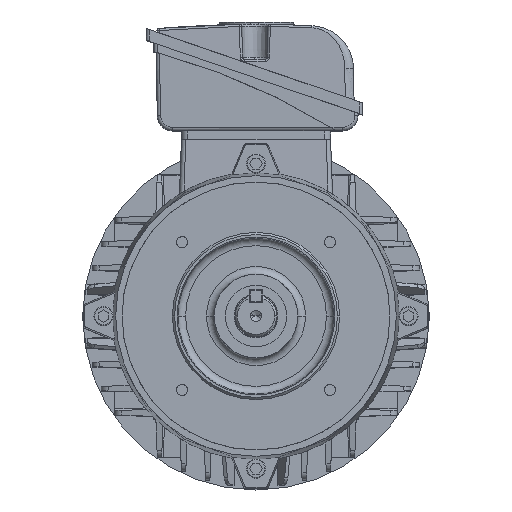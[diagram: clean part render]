
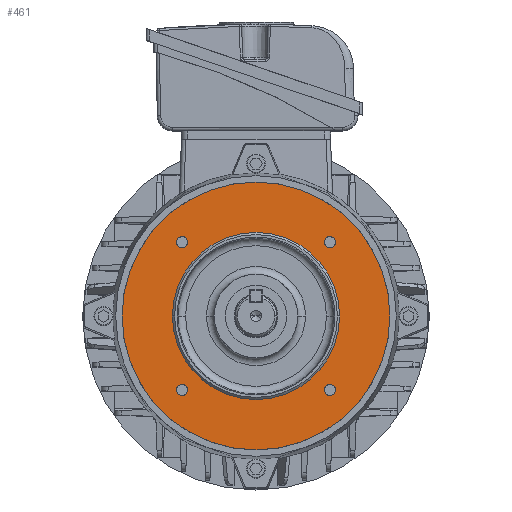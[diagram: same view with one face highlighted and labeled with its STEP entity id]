
A CAD part, top view. The second image highlights one B-rep face of the part: STEP entity #461.
In plain terms, the highlighted planar face has unit normal (0, 0, 1).
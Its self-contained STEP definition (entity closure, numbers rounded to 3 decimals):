
#117 = DIRECTION ( 'NONE',  ( 0., 0., -1. ) ) ;
#278 = VERTEX_POINT ( 'NONE', #46189 ) ;
#461 = ADVANCED_FACE ( 'NONE', ( #2494, #49422, #47989, #45911, #33855, #25300 ), #30706, .T. ) ;
#585 = CARTESIAN_POINT ( 'NONE',  ( 33.658, -33.658, 7.1 ) ) ;
#859 = AXIS2_PLACEMENT_3D ( 'NONE', #31436, #9144, #36353 ) ;
#1048 = AXIS2_PLACEMENT_3D ( 'NONE', #1190, #15108, #39924 ) ;
#1190 = CARTESIAN_POINT ( 'NONE',  ( -33.658, 33.658, 7.1 ) ) ;
#2008 = AXIS2_PLACEMENT_3D ( 'NONE', #50582, #117, #9293 ) ;
#2308 = CARTESIAN_POINT ( 'NONE',  ( 38.1, 0., 7.1 ) ) ;
#2368 = DIRECTION ( 'NONE',  ( 0., 0., 1. ) ) ;
#2494 = FACE_BOUND ( 'NONE', #33030, .T. ) ;
#2559 = EDGE_LOOP ( 'NONE', ( #20569, #41705 ) ) ;
#2814 = CARTESIAN_POINT ( 'NONE',  ( -38.1, 0., 7.1 ) ) ;
#3326 = VERTEX_POINT ( 'NONE', #2308 ) ;
#4009 = CARTESIAN_POINT ( 'NONE',  ( 31.106, 33.658, 7.1 ) ) ;
#4623 = AXIS2_PLACEMENT_3D ( 'NONE', #16754, #20925, #7393 ) ;
#5149 = DIRECTION ( 'NONE',  ( 1., 0., 0. ) ) ;
#5359 = DIRECTION ( 'NONE',  ( 0., 0., 1. ) ) ;
#6084 = CARTESIAN_POINT ( 'NONE',  ( -33.658, 33.658, 7.1 ) ) ;
#6676 = VERTEX_POINT ( 'NONE', #21992 ) ;
#7393 = DIRECTION ( 'NONE',  ( 1., 0., 0. ) ) ;
#7477 = ORIENTED_EDGE ( 'NONE', *, *, #11646, .F. ) ;
#8347 = CARTESIAN_POINT ( 'NONE',  ( 33.658, 33.658, 7.1 ) ) ;
#8853 = ORIENTED_EDGE ( 'NONE', *, *, #43523, .F. ) ;
#8873 = EDGE_CURVE ( 'NONE', #43987, #27283, #27393, .T. ) ;
#9144 = DIRECTION ( 'NONE',  ( 0., 0., -1. ) ) ;
#9293 = DIRECTION ( 'NONE',  ( -1., 0., 0. ) ) ;
#9483 = EDGE_CURVE ( 'NONE', #6676, #46215, #30866, .T. ) ;
#10175 = EDGE_CURVE ( 'NONE', #3326, #21225, #15418, .T. ) ;
#10459 = ORIENTED_EDGE ( 'NONE', *, *, #24729, .T. ) ;
#10873 = AXIS2_PLACEMENT_3D ( 'NONE', #42484, #37327, #51001 ) ;
#11490 = AXIS2_PLACEMENT_3D ( 'NONE', #40059, #35100, #17607 ) ;
#11646 = EDGE_CURVE ( 'NONE', #28294, #40735, #57136, .T. ) ;
#12375 = CIRCLE ( 'NONE', #33127, 61.026 ) ;
#12894 = DIRECTION ( 'NONE',  ( 1., 0., 0. ) ) ;
#13078 = ORIENTED_EDGE ( 'NONE', *, *, #46121, .F. ) ;
#13299 = CIRCLE ( 'NONE', #44267, 2.553 ) ;
#14127 = AXIS2_PLACEMENT_3D ( 'NONE', #26259, #25832, #34779 ) ;
#14659 = DIRECTION ( 'NONE',  ( 1., 0., 0. ) ) ;
#15108 = DIRECTION ( 'NONE',  ( 0., 0., 1. ) ) ;
#15418 = CIRCLE ( 'NONE', #2008, 38.1 ) ;
#15595 = CARTESIAN_POINT ( 'NONE',  ( -36.211, 33.658, 7.1 ) ) ;
#16754 = CARTESIAN_POINT ( 'NONE',  ( 0., -70., 7.1 ) ) ;
#17607 = DIRECTION ( 'NONE',  ( 1., 0., 0. ) ) ;
#20569 = ORIENTED_EDGE ( 'NONE', *, *, #52171, .T. ) ;
#20925 = DIRECTION ( 'NONE',  ( 0., 0., 1. ) ) ;
#21225 = VERTEX_POINT ( 'NONE', #2814 ) ;
#21343 = EDGE_LOOP ( 'NONE', ( #13078, #7477 ) ) ;
#21992 = CARTESIAN_POINT ( 'NONE',  ( -61.026, 0., 7.1 ) ) ;
#23014 = AXIS2_PLACEMENT_3D ( 'NONE', #585, #5359, #5149 ) ;
#23307 = CARTESIAN_POINT ( 'NONE',  ( -31.106, -33.658, 7.1 ) ) ;
#23449 = ORIENTED_EDGE ( 'NONE', *, *, #30422, .F. ) ;
#23788 = CARTESIAN_POINT ( 'NONE',  ( 36.211, -33.658, 7.1 ) ) ;
#24277 = EDGE_LOOP ( 'NONE', ( #37011, #10459 ) ) ;
#24729 = EDGE_CURVE ( 'NONE', #46215, #6676, #12375, .T. ) ;
#24862 = ORIENTED_EDGE ( 'NONE', *, *, #33029, .F. ) ;
#25300 = FACE_OUTER_BOUND ( 'NONE', #24277, .T. ) ;
#25832 = DIRECTION ( 'NONE',  ( 0., 0., 1. ) ) ;
#26259 = CARTESIAN_POINT ( 'NONE',  ( -33.658, -33.658, 7.1 ) ) ;
#26433 = VERTEX_POINT ( 'NONE', #15595 ) ;
#27283 = VERTEX_POINT ( 'NONE', #57942 ) ;
#27393 = CIRCLE ( 'NONE', #43407, 2.553 ) ;
#28270 = CARTESIAN_POINT ( 'NONE',  ( 31.106, -33.658, 7.1 ) ) ;
#28294 = VERTEX_POINT ( 'NONE', #28270 ) ;
#28736 = DIRECTION ( 'NONE',  ( 0., 0., 1. ) ) ;
#29469 = CARTESIAN_POINT ( 'NONE',  ( 33.658, 33.658, 7.1 ) ) ;
#29567 = AXIS2_PLACEMENT_3D ( 'NONE', #8347, #45063, #12894 ) ;
#30022 = CARTESIAN_POINT ( 'NONE',  ( -31.106, 33.658, 7.1 ) ) ;
#30422 = EDGE_CURVE ( 'NONE', #278, #34374, #43764, .T. ) ;
#30706 = PLANE ( 'NONE',  #4623 ) ;
#30866 = CIRCLE ( 'NONE', #11490, 61.026 ) ;
#31241 = EDGE_CURVE ( 'NONE', #53209, #26433, #44377, .T. ) ;
#31376 = EDGE_LOOP ( 'NONE', ( #43796, #33869 ) ) ;
#31436 = CARTESIAN_POINT ( 'NONE',  ( 0., 0., 7.1 ) ) ;
#32781 = ORIENTED_EDGE ( 'NONE', *, *, #31241, .F. ) ;
#32953 = DIRECTION ( 'NONE',  ( 0., 0., 1. ) ) ;
#33029 = EDGE_CURVE ( 'NONE', #34374, #278, #57802, .T. ) ;
#33030 = EDGE_LOOP ( 'NONE', ( #32781, #8853 ) ) ;
#33127 = AXIS2_PLACEMENT_3D ( 'NONE', #51289, #28736, #56057 ) ;
#33158 = CIRCLE ( 'NONE', #859, 38.1 ) ;
#33855 = FACE_BOUND ( 'NONE', #2559, .T. ) ;
#33869 = ORIENTED_EDGE ( 'NONE', *, *, #8873, .F. ) ;
#34199 = DIRECTION ( 'NONE',  ( 1., 0., 0. ) ) ;
#34374 = VERTEX_POINT ( 'NONE', #23307 ) ;
#34779 = DIRECTION ( 'NONE',  ( 1., 0., 0. ) ) ;
#35100 = DIRECTION ( 'NONE',  ( 0., 0., 1. ) ) ;
#35561 = DIRECTION ( 'NONE',  ( 1., 0., 0. ) ) ;
#36353 = DIRECTION ( 'NONE',  ( -1., 0., 0. ) ) ;
#37011 = ORIENTED_EDGE ( 'NONE', *, *, #9483, .T. ) ;
#37327 = DIRECTION ( 'NONE',  ( 0., 0., 1. ) ) ;
#39924 = DIRECTION ( 'NONE',  ( 1., 0., 0. ) ) ;
#40059 = CARTESIAN_POINT ( 'NONE',  ( 0., 0., 7.1 ) ) ;
#40735 = VERTEX_POINT ( 'NONE', #23788 ) ;
#41361 = AXIS2_PLACEMENT_3D ( 'NONE', #53569, #53987, #35561 ) ;
#41705 = ORIENTED_EDGE ( 'NONE', *, *, #10175, .T. ) ;
#42484 = CARTESIAN_POINT ( 'NONE',  ( 33.658, -33.658, 7.1 ) ) ;
#43407 = AXIS2_PLACEMENT_3D ( 'NONE', #29469, #2368, #34199 ) ;
#43523 = EDGE_CURVE ( 'NONE', #26433, #53209, #13299, .T. ) ;
#43764 = CIRCLE ( 'NONE', #41361, 2.553 ) ;
#43796 = ORIENTED_EDGE ( 'NONE', *, *, #44947, .F. ) ;
#43987 = VERTEX_POINT ( 'NONE', #4009 ) ;
#44267 = AXIS2_PLACEMENT_3D ( 'NONE', #6084, #32953, #14659 ) ;
#44377 = CIRCLE ( 'NONE', #1048, 2.553 ) ;
#44947 = EDGE_CURVE ( 'NONE', #27283, #43987, #54846, .T. ) ;
#45063 = DIRECTION ( 'NONE',  ( 0., 0., 1. ) ) ;
#45383 = CARTESIAN_POINT ( 'NONE',  ( 61.026, 0., 7.1 ) ) ;
#45911 = FACE_BOUND ( 'NONE', #48595, .T. ) ;
#46121 = EDGE_CURVE ( 'NONE', #40735, #28294, #50543, .T. ) ;
#46189 = CARTESIAN_POINT ( 'NONE',  ( -36.211, -33.658, 7.1 ) ) ;
#46215 = VERTEX_POINT ( 'NONE', #45383 ) ;
#47989 = FACE_BOUND ( 'NONE', #21343, .T. ) ;
#48595 = EDGE_LOOP ( 'NONE', ( #24862, #23449 ) ) ;
#49422 = FACE_BOUND ( 'NONE', #31376, .T. ) ;
#50543 = CIRCLE ( 'NONE', #10873, 2.553 ) ;
#50582 = CARTESIAN_POINT ( 'NONE',  ( 0., 0., 7.1 ) ) ;
#51001 = DIRECTION ( 'NONE',  ( 1., 0., 0. ) ) ;
#51289 = CARTESIAN_POINT ( 'NONE',  ( 0., 0., 7.1 ) ) ;
#52171 = EDGE_CURVE ( 'NONE', #21225, #3326, #33158, .T. ) ;
#53209 = VERTEX_POINT ( 'NONE', #30022 ) ;
#53569 = CARTESIAN_POINT ( 'NONE',  ( -33.658, -33.658, 7.1 ) ) ;
#53987 = DIRECTION ( 'NONE',  ( 0., 0., 1. ) ) ;
#54846 = CIRCLE ( 'NONE', #29567, 2.553 ) ;
#56057 = DIRECTION ( 'NONE',  ( 1., 0., 0. ) ) ;
#57136 = CIRCLE ( 'NONE', #23014, 2.553 ) ;
#57802 = CIRCLE ( 'NONE', #14127, 2.553 ) ;
#57942 = CARTESIAN_POINT ( 'NONE',  ( 36.211, 33.658, 7.1 ) ) ;
